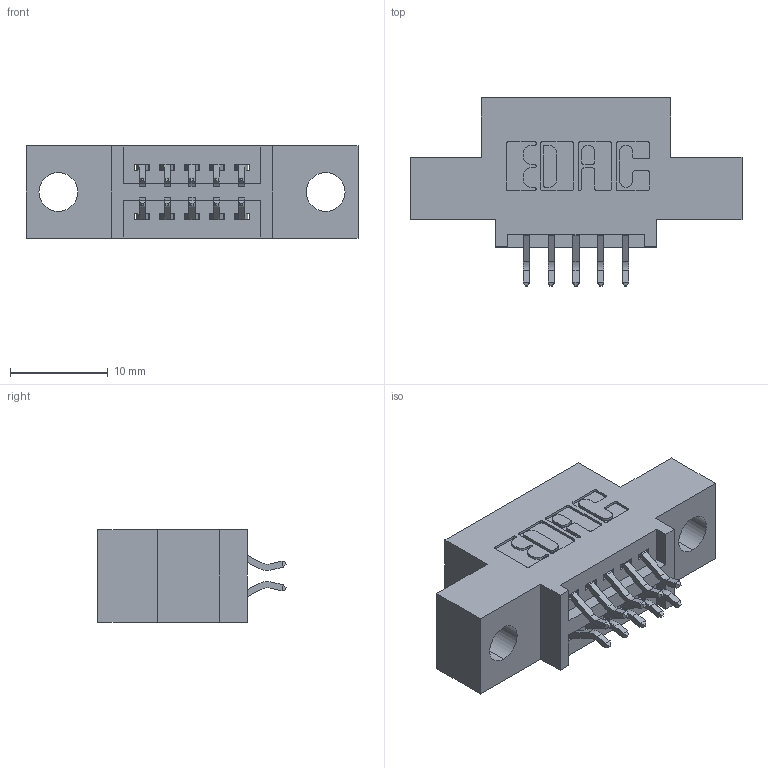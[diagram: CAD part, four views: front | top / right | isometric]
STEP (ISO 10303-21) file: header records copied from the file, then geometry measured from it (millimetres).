
FILE_DESCRIPTION (( 'STEP AP203' ), '1' );
FILE_NAME ('345-010-556-504.STEP', '2021-05-19T15:33:10', ( '' ), ( '' ), 'SwSTEP 2.0', 'SolidWorks 2020', '' );
FILE_SCHEMA (( 'CONFIG_CONTROL_DESIGN' ));
Length unit declared in the file: inch
Products named in the file (3): 345 Part_0.110 Offset - 0.156 Dia-TI; 345-292-001_556 Tail; 345-010-556-504
Assembly tree (11 placements, depth 2):
  345-010-556-504
    345 Part_0.110 Offset - 0.156 Dia-TI
    345-292-001_556 Tail  x10
Bounding box: 33.91 x 19.24 x 9.4 mm (x, y, z)
Volume: 2770.8 mm3; surface area: 3314.8 mm2
Topology: 11 solids, 11 shells, 704 faces, 2059 edges, 1358 vertices
Faces by surface type: plane 468, cylinder 236
Entity records: 9675 total; most frequent: CARTESIAN_POINT 1678, ORIENTED_EDGE 1598, DIRECTION 1511, EDGE_CURVE 799, LINE 639, VECTOR 639, VERTEX_POINT 530, AXIS2_PLACEMENT_3D 436
